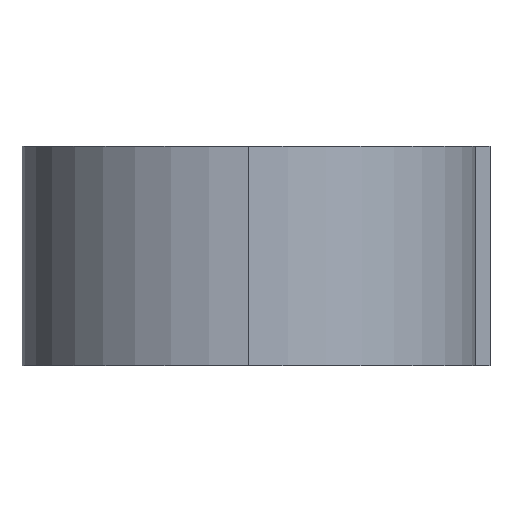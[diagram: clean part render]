
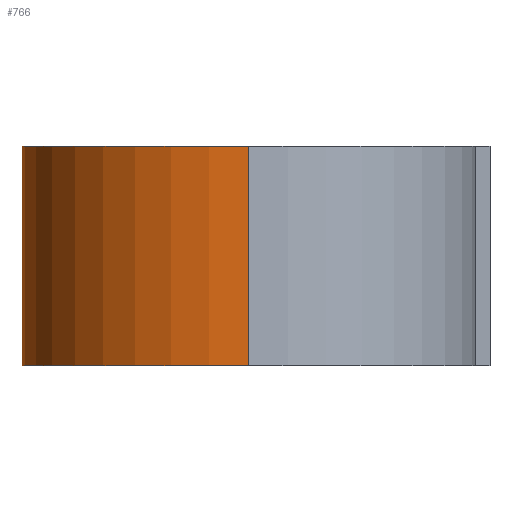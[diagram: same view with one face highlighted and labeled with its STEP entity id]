
A CAD part, left-side view. The second image highlights one B-rep face of the part: STEP entity #766.
In plain terms, the highlighted cylindrical face has radius 15.5 mm (diameter 31 mm), a partial arc.
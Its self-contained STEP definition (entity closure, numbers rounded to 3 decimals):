
#4 = CARTESIAN_POINT ( 'NONE',  ( 0., 15., 7.5 ) ) ;
#58 = LINE ( 'NONE', #320, #117 ) ;
#82 = DIRECTION ( 'NONE',  ( -1., 0., 0. ) ) ;
#85 = CARTESIAN_POINT ( 'NONE',  ( 15.5, 15., 7.5 ) ) ;
#90 = DIRECTION ( 'NONE',  ( 0., 0., 1. ) ) ;
#117 = VECTOR ( 'NONE', #585, 1000. ) ;
#151 = DIRECTION ( 'NONE',  ( -1., 0., 0. ) ) ;
#152 = ORIENTED_EDGE ( 'NONE', *, *, #554, .T. ) ;
#158 = EDGE_CURVE ( 'NONE', #695, #237, #696, .T. ) ;
#160 = CARTESIAN_POINT ( 'NONE',  ( -15.5, 15., 7.5 ) ) ;
#180 = CARTESIAN_POINT ( 'NONE',  ( -15.5, 15., -7.5 ) ) ;
#190 = EDGE_LOOP ( 'NONE', ( #450, #310, #152, #395 ) ) ;
#197 = AXIS2_PLACEMENT_3D ( 'NONE', #219, #90, #151 ) ;
#219 = CARTESIAN_POINT ( 'NONE',  ( 0., 15., -7.5 ) ) ;
#237 = VERTEX_POINT ( 'NONE', #160 ) ;
#248 = EDGE_CURVE ( 'NONE', #801, #404, #581, .T. ) ;
#304 = LINE ( 'NONE', #379, #564 ) ;
#310 = ORIENTED_EDGE ( 'NONE', *, *, #158, .F. ) ;
#320 = CARTESIAN_POINT ( 'NONE',  ( 15.5, 15., 7.5 ) ) ;
#360 = AXIS2_PLACEMENT_3D ( 'NONE', #768, #366, #639 ) ;
#366 = DIRECTION ( 'NONE',  ( 0., 0., -1. ) ) ;
#369 = CYLINDRICAL_SURFACE ( 'NONE', #360, 15.5 ) ;
#373 = FACE_OUTER_BOUND ( 'NONE', #190, .T. ) ;
#379 = CARTESIAN_POINT ( 'NONE',  ( -15.5, 15., 7.5 ) ) ;
#382 = EDGE_CURVE ( 'NONE', #237, #404, #304, .T. ) ;
#395 = ORIENTED_EDGE ( 'NONE', *, *, #248, .T. ) ;
#401 = AXIS2_PLACEMENT_3D ( 'NONE', #4, #825, #82 ) ;
#404 = VERTEX_POINT ( 'NONE', #180 ) ;
#450 = ORIENTED_EDGE ( 'NONE', *, *, #382, .F. ) ;
#503 = DIRECTION ( 'NONE',  ( 0., 0., -1. ) ) ;
#554 = EDGE_CURVE ( 'NONE', #695, #801, #58, .T. ) ;
#564 = VECTOR ( 'NONE', #503, 1000. ) ;
#581 = CIRCLE ( 'NONE', #197, 15.5 ) ;
#585 = DIRECTION ( 'NONE',  ( 0., 0., -1. ) ) ;
#639 = DIRECTION ( 'NONE',  ( -1., 0., 0. ) ) ;
#649 = CARTESIAN_POINT ( 'NONE',  ( 15.5, 15., -7.5 ) ) ;
#695 = VERTEX_POINT ( 'NONE', #85 ) ;
#696 = CIRCLE ( 'NONE', #401, 15.5 ) ;
#766 = ADVANCED_FACE ( 'NONE', ( #373 ), #369, .T. ) ;
#768 = CARTESIAN_POINT ( 'NONE',  ( 0., 15., 7.5 ) ) ;
#801 = VERTEX_POINT ( 'NONE', #649 ) ;
#825 = DIRECTION ( 'NONE',  ( 0., 0., 1. ) ) ;
